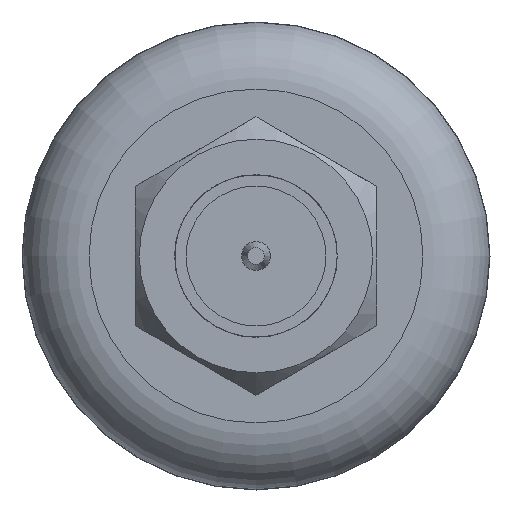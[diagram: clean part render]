
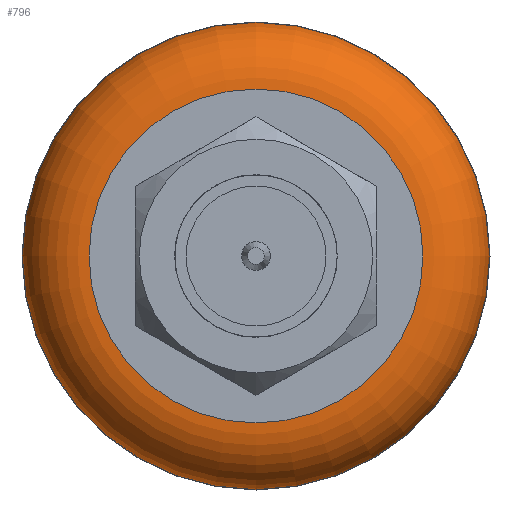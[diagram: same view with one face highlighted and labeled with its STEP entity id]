
A CAD part, left-side view. The second image highlights one B-rep face of the part: STEP entity #796.
In plain terms, the highlighted toroidal (fillet/blend) face has major radius 5.48 mm and minor radius 2.2 mm.
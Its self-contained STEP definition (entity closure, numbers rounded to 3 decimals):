
#62=TOROIDAL_SURFACE('',#894,5.48,2.2);
#83=FACE_OUTER_BOUND('',#132,.T.);
#132=EDGE_LOOP('',(#584,#585,#586,#587));
#201=CIRCLE('',#893,5.48);
#202=CIRCLE('',#895,7.659);
#203=CIRCLE('',#896,2.2);
#345=VERTEX_POINT('',#1459);
#346=VERTEX_POINT('',#1462);
#435=EDGE_CURVE('',#345,#345,#201,.T.);
#436=EDGE_CURVE('',#346,#346,#202,.T.);
#437=EDGE_CURVE('',#346,#345,#203,.T.);
#584=ORIENTED_EDGE('',*,*,#436,.F.);
#585=ORIENTED_EDGE('',*,*,#437,.T.);
#586=ORIENTED_EDGE('',*,*,#435,.T.);
#587=ORIENTED_EDGE('',*,*,#437,.F.);
#796=ADVANCED_FACE('',(#83),#62,.T.);
#893=AXIS2_PLACEMENT_3D('',#1460,#1061,#1062);
#894=AXIS2_PLACEMENT_3D('',#1461,#1063,#1064);
#895=AXIS2_PLACEMENT_3D('',#1463,#1065,#1066);
#896=AXIS2_PLACEMENT_3D('',#1464,#1067,#1068);
#1061=DIRECTION('center_axis',(1.,0.,0.));
#1062=DIRECTION('ref_axis',(0.,1.,0.));
#1063=DIRECTION('center_axis',(1.,0.,0.));
#1064=DIRECTION('ref_axis',(0.,0.,-1.));
#1065=DIRECTION('center_axis',(1.,0.,0.));
#1066=DIRECTION('ref_axis',(0.,1.,0.));
#1067=DIRECTION('center_axis',(0.,-1.,0.));
#1068=DIRECTION('ref_axis',(0.,0.,1.));
#1459=CARTESIAN_POINT('',(-20.41,-143.14,5.48));
#1460=CARTESIAN_POINT('Origin',(-20.41,-143.14,0.));
#1461=CARTESIAN_POINT('Origin',(-18.21,-143.14,0.));
#1462=CARTESIAN_POINT('',(-17.912,-143.14,7.659));
#1463=CARTESIAN_POINT('Origin',(-17.912,-143.14,0.));
#1464=CARTESIAN_POINT('Origin',(-18.21,-143.14,5.48));
